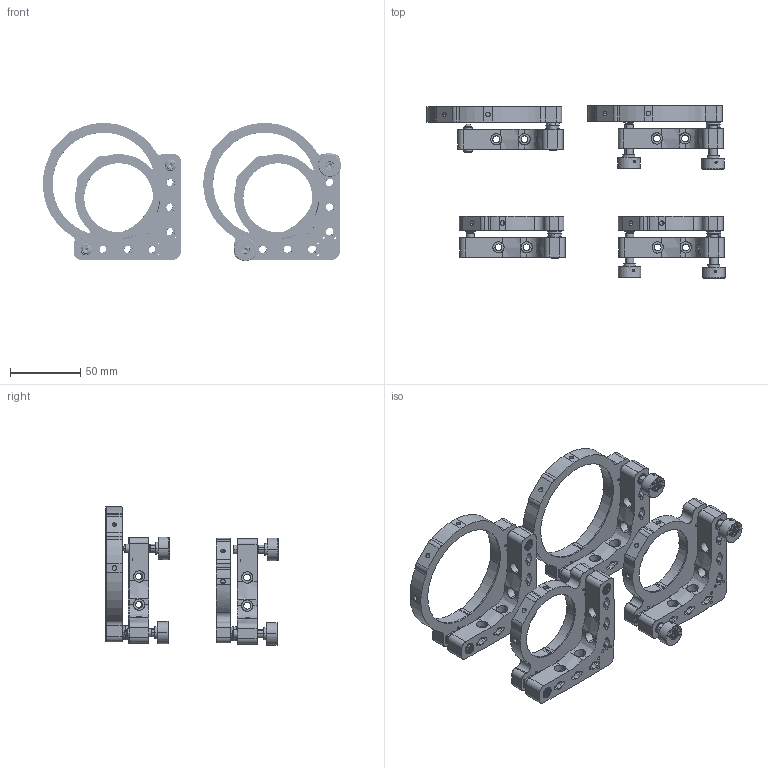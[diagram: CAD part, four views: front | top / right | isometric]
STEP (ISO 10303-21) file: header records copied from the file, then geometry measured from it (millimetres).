
FILE_DESCRIPTION(/* description */ (''),/* implementation_level */ '2;1');
FILE_NAME(/* name */ 'MME-inch-all',/* time_stamp */ '2024-08-08T14:12:34+03:00',/* author */ (''),/* organization */ (''),/* preprocessor_version */ 'ST-DEVELOPER v15',/* originating_system */ '',/* authorisation */ '');
FILE_SCHEMA (('AUTOMOTIVE_DESIGN'));
Products named in the file (1): Document
Bounding box: 212.11 x 122.71 x 98.18 mm (x, y, z)
Volume: 226831.4 mm3; surface area: 122047.8 mm2
Topology: 52 solids, 52 shells, 2535 faces, 7109 edges, 4676 vertices
Faces by surface type: bspline 1426, plane 1109
Entity records: 91599 total; most frequent: CARTESIAN_POINT 50472, ORIENTED_EDGE 14046, EDGE_CURVE 7023, VERTEX_POINT 4676, B_SPLINE_CURVE_WITH_KNOTS 3188, EDGE_LOOP 2955, ADVANCED_FACE 2535, FACE_OUTER_BOUND 2535
